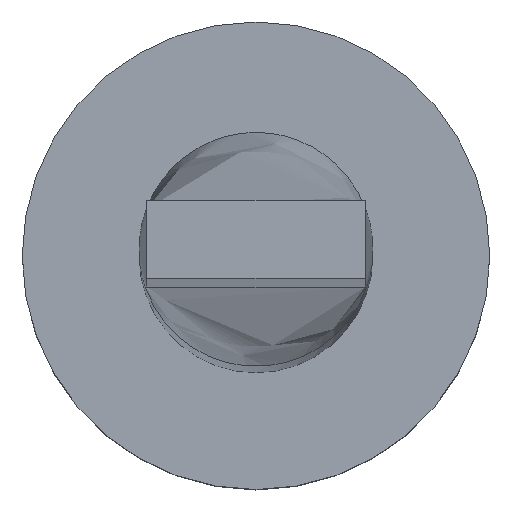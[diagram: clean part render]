
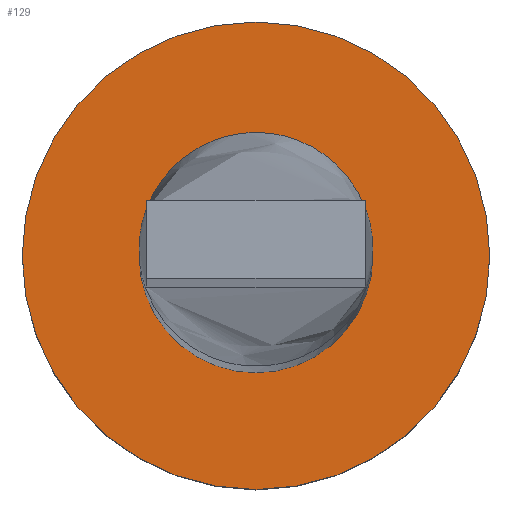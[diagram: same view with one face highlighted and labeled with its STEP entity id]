
A CAD part, top view. The second image highlights one B-rep face of the part: STEP entity #129.
In plain terms, the highlighted planar face has unit normal (0, 0, 1).
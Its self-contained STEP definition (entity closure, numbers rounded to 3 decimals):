
#5 = CARTESIAN_POINT ( 'NONE',  ( 0., 0., 3. ) ) ;
#15 = VERTEX_POINT ( 'NONE', #366 ) ;
#27 = DIRECTION ( 'NONE',  ( 0., 0., 1. ) ) ;
#83 = PLANE ( 'NONE',  #318 ) ;
#99 = EDGE_CURVE ( 'NONE', #444, #15, #536, .T. ) ;
#107 = CARTESIAN_POINT ( 'NONE',  ( 3., 0., 3. ) ) ;
#110 = ORIENTED_EDGE ( 'NONE', *, *, #99, .F. ) ;
#120 = AXIS2_PLACEMENT_3D ( 'NONE', #125, #262, #438 ) ;
#125 = CARTESIAN_POINT ( 'NONE',  ( 0., 0., 3. ) ) ;
#129 = ADVANCED_FACE ( 'NONE', ( #436, #487 ), #83, .T. ) ;
#141 = CARTESIAN_POINT ( 'NONE',  ( 1.5, 0., 3. ) ) ;
#143 = DIRECTION ( 'NONE',  ( 1., 0., 0. ) ) ;
#166 = EDGE_CURVE ( 'NONE', #219, #186, #399, .T. ) ;
#178 = AXIS2_PLACEMENT_3D ( 'NONE', #369, #457, #143 ) ;
#186 = VERTEX_POINT ( 'NONE', #413 ) ;
#204 = CARTESIAN_POINT ( 'NONE',  ( 0., 0., 3. ) ) ;
#216 = DIRECTION ( 'NONE',  ( 1., 0., 0. ) ) ;
#219 = VERTEX_POINT ( 'NONE', #107 ) ;
#262 = DIRECTION ( 'NONE',  ( 0., 0., 1. ) ) ;
#268 = DIRECTION ( 'NONE',  ( 0., 0., 1. ) ) ;
#283 = AXIS2_PLACEMENT_3D ( 'NONE', #5, #360, #443 ) ;
#286 = AXIS2_PLACEMENT_3D ( 'NONE', #204, #27, #380 ) ;
#318 = AXIS2_PLACEMENT_3D ( 'NONE', #485, #268, #216 ) ;
#325 = EDGE_LOOP ( 'NONE', ( #574, #463 ) ) ;
#342 = CIRCLE ( 'NONE', #283, 3. ) ;
#360 = DIRECTION ( 'NONE',  ( 0., 0., 1. ) ) ;
#366 = CARTESIAN_POINT ( 'NONE',  ( -1.5, 0., 3. ) ) ;
#369 = CARTESIAN_POINT ( 'NONE',  ( 0., 0., 3. ) ) ;
#380 = DIRECTION ( 'NONE',  ( 1., 0., 0. ) ) ;
#399 = CIRCLE ( 'NONE', #178, 3. ) ;
#405 = ORIENTED_EDGE ( 'NONE', *, *, #435, .F. ) ;
#413 = CARTESIAN_POINT ( 'NONE',  ( -3., 0., 3. ) ) ;
#435 = EDGE_CURVE ( 'NONE', #15, #444, #532, .T. ) ;
#436 = FACE_BOUND ( 'NONE', #514, .T. ) ;
#438 = DIRECTION ( 'NONE',  ( 1., 0., 0. ) ) ;
#443 = DIRECTION ( 'NONE',  ( 1., 0., 0. ) ) ;
#444 = VERTEX_POINT ( 'NONE', #141 ) ;
#445 = EDGE_CURVE ( 'NONE', #186, #219, #342, .T. ) ;
#457 = DIRECTION ( 'NONE',  ( 0., 0., 1. ) ) ;
#463 = ORIENTED_EDGE ( 'NONE', *, *, #166, .T. ) ;
#485 = CARTESIAN_POINT ( 'NONE',  ( 0., 0., 3. ) ) ;
#487 = FACE_OUTER_BOUND ( 'NONE', #325, .T. ) ;
#514 = EDGE_LOOP ( 'NONE', ( #405, #110 ) ) ;
#532 = CIRCLE ( 'NONE', #120, 1.5 ) ;
#536 = CIRCLE ( 'NONE', #286, 1.5 ) ;
#574 = ORIENTED_EDGE ( 'NONE', *, *, #445, .T. ) ;
